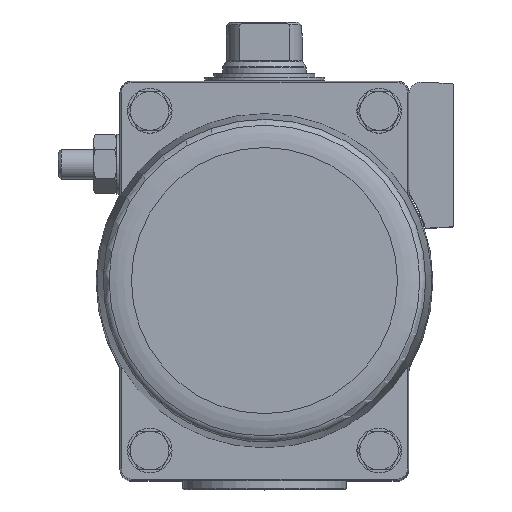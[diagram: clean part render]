
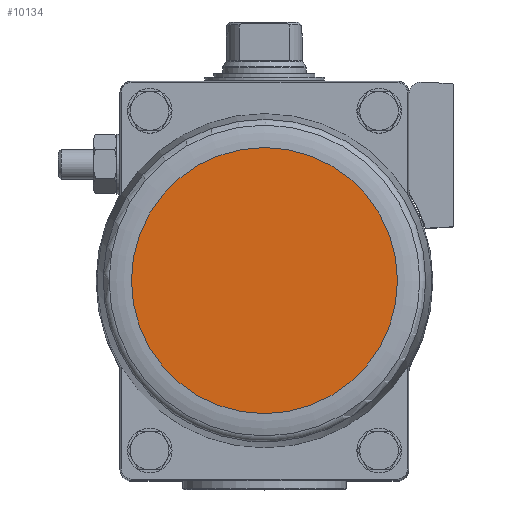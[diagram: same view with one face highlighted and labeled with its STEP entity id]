
A CAD part, top view. The second image highlights one B-rep face of the part: STEP entity #10134.
In plain terms, the highlighted planar face has unit normal (0, 0, 1).
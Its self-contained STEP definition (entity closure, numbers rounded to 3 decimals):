
#3502=ORIENTED_EDGE('',*,*,#5472,.T.);
#5472=EDGE_CURVE('',#6615,#6615,#7293,.T.);
#6615=VERTEX_POINT('',#17279);
#7293=CIRCLE('',#11454,44.65);
#8075=EDGE_LOOP('',(#3502));
#9023=FACE_BOUND('',#8075,.T.);
#9607=PLANE('',#11455);
#10134=ADVANCED_FACE('',(#9023),#9607,.F.);
#11454=AXIS2_PLACEMENT_3D('',#17278,#13758,#13759);
#11455=AXIS2_PLACEMENT_3D('',#17280,#13760,#13761);
#13758=DIRECTION('',(0.,0.,1.));
#13759=DIRECTION('',(1.,0.,0.));
#13760=DIRECTION('',(0.,0.,-1.));
#13761=DIRECTION('',(-1.,0.,0.));
#17278=CARTESIAN_POINT('',(0.,0.,135.45));
#17279=CARTESIAN_POINT('',(44.65,0.,135.45));
#17280=CARTESIAN_POINT('',(44.65,0.,135.45));
